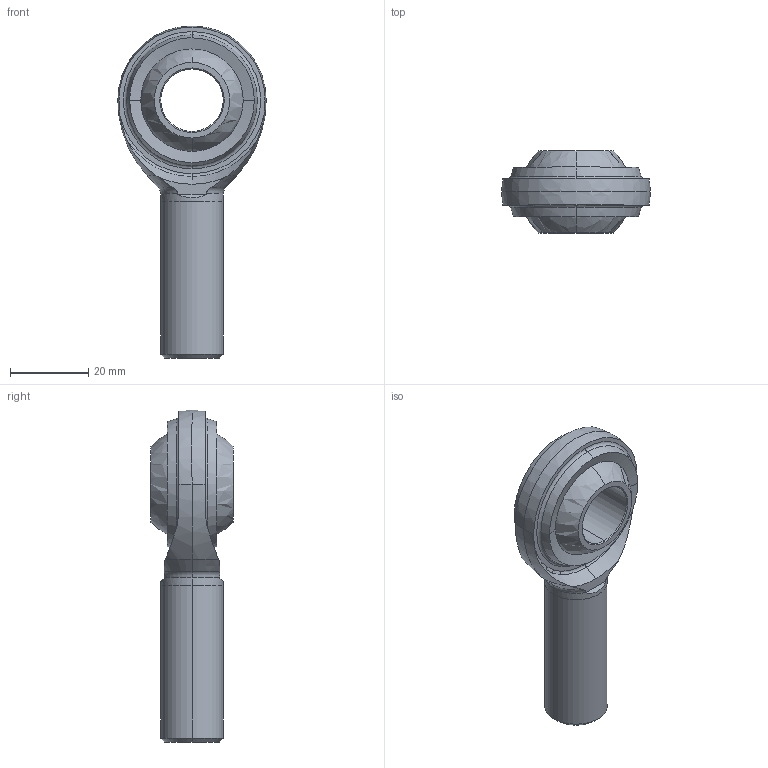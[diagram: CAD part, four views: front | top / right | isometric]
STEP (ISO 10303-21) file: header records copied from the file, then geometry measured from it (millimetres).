
FILE_DESCRIPTION(('starvars output'),'2;1');
FILE_NAME('cv20150831142919000035664.stp','14:29:19 2015/08/31',( 'Thomas Industrial Network Germany GmbH'),( 'Thomas Industrial Network Germany GmbH'),'unknown preprocess','ACIS' ,'unknown authorization');
FILE_SCHEMA(('AUTOMOTIVE_DESIGN_CC2 {UNKNOWN IMPLEMENTATION LEVEL}'));
Length unit declared in the file: millimetre
Products named in the file (2): PRODUCT_ID_1; PRODUCT_ID_2
Bounding box: 38 x 21 x 85 mm (x, y, z)
Volume: 21647.3 mm3; surface area: 9361.3 mm2
Topology: 2 solids, 2 shells, 72 faces, 185 edges, 111 vertices
Faces by surface type: cone 22, torus 16, plane 10, cylinder 8, bspline 8, sphere 8
Entity records: 2708 total; most frequent: CARTESIAN_POINT 540, ORIENTED_EDGE 354, DIRECTION 242, EDGE_CURVE 177, VERTEX_POINT 111, AXIS2_PLACEMENT_3D 105, EDGE_LOOP 78, FACE_BOUND 78
